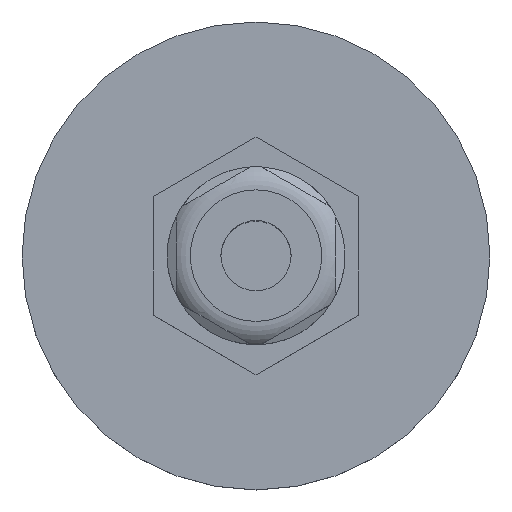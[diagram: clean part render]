
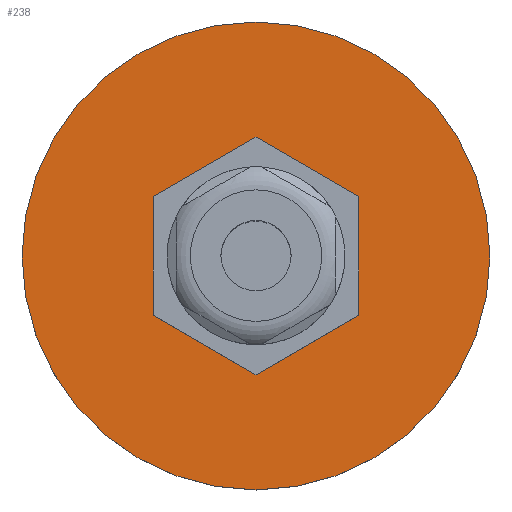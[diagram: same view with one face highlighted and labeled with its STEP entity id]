
A CAD part, top view. The second image highlights one B-rep face of the part: STEP entity #238.
In plain terms, the highlighted planar face has unit normal (0, 0, 1).
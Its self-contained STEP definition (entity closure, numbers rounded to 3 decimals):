
#116=PLANE('',#678);
#161=LINE('',#1031,#197);
#162=LINE('',#1034,#198);
#163=LINE('',#1036,#199);
#164=LINE('',#1038,#200);
#165=LINE('',#1040,#201);
#166=LINE('',#1042,#202);
#197=VECTOR('',#815,1.);
#198=VECTOR('',#816,1.);
#199=VECTOR('',#817,1.);
#200=VECTOR('',#818,1.);
#201=VECTOR('',#819,1.);
#202=VECTOR('',#820,1.);
#238=ADVANCED_FACE('',(#276,#277),#116,.T.);
#276=FACE_BOUND('',#317,.T.);
#277=FACE_BOUND('',#318,.T.);
#317=EDGE_LOOP('',(#435));
#318=EDGE_LOOP('',(#436,#437,#438,#439,#440,#441));
#435=ORIENTED_EDGE('',*,*,#585,.T.);
#436=ORIENTED_EDGE('',*,*,#586,.T.);
#437=ORIENTED_EDGE('',*,*,#587,.T.);
#438=ORIENTED_EDGE('',*,*,#588,.T.);
#439=ORIENTED_EDGE('',*,*,#589,.T.);
#440=ORIENTED_EDGE('',*,*,#590,.T.);
#441=ORIENTED_EDGE('',*,*,#591,.T.);
#518=VERTEX_POINT('',#1029);
#519=VERTEX_POINT('',#1032);
#520=VERTEX_POINT('',#1033);
#521=VERTEX_POINT('',#1035);
#522=VERTEX_POINT('',#1037);
#523=VERTEX_POINT('',#1039);
#524=VERTEX_POINT('',#1041);
#585=EDGE_CURVE('',#518,#518,#622,.T.);
#586=EDGE_CURVE('',#519,#520,#161,.T.);
#587=EDGE_CURVE('',#520,#521,#162,.T.);
#588=EDGE_CURVE('',#521,#522,#163,.T.);
#589=EDGE_CURVE('',#522,#523,#164,.T.);
#590=EDGE_CURVE('',#523,#524,#165,.T.);
#591=EDGE_CURVE('',#524,#519,#166,.T.);
#622=CIRCLE('',#676,25.);
#676=AXIS2_PLACEMENT_3D('',#1028,#811,#812);
#678=AXIS2_PLACEMENT_3D('',#1043,#821,#822);
#811=DIRECTION('',(0.,0.,1.));
#812=DIRECTION('',(0.,-1.,0.));
#815=DIRECTION('',(-0.866,-0.5,0.));
#816=DIRECTION('',(-0.866,0.5,0.));
#817=DIRECTION('',(0.,1.,0.));
#818=DIRECTION('',(0.866,0.5,0.));
#819=DIRECTION('',(0.866,-0.5,0.));
#820=DIRECTION('',(0.,-1.,0.));
#821=DIRECTION('',(0.,0.,1.));
#822=DIRECTION('',(0.,-1.,0.));
#1028=CARTESIAN_POINT('',(0.,0.,5.));
#1029=CARTESIAN_POINT('',(0.,-25.,5.));
#1031=CARTESIAN_POINT('',(11.,-6.351,5.));
#1032=CARTESIAN_POINT('',(11.,-6.351,5.));
#1033=CARTESIAN_POINT('',(0.,-12.702,5.));
#1034=CARTESIAN_POINT('',(0.,-12.702,5.));
#1035=CARTESIAN_POINT('',(-11.,-6.351,5.));
#1036=CARTESIAN_POINT('',(-11.,-6.351,5.));
#1037=CARTESIAN_POINT('',(-11.,6.351,5.));
#1038=CARTESIAN_POINT('',(-11.,6.351,5.));
#1039=CARTESIAN_POINT('',(0.,12.702,5.));
#1040=CARTESIAN_POINT('',(0.,12.702,5.));
#1041=CARTESIAN_POINT('',(11.,6.351,5.));
#1042=CARTESIAN_POINT('',(11.,6.351,5.));
#1043=CARTESIAN_POINT('',(0.,12.8,5.));
